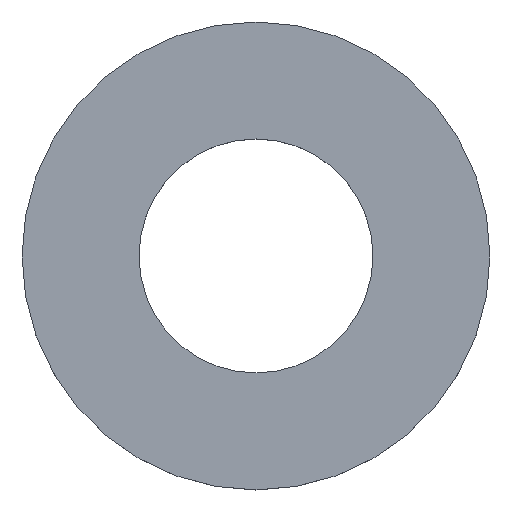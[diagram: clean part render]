
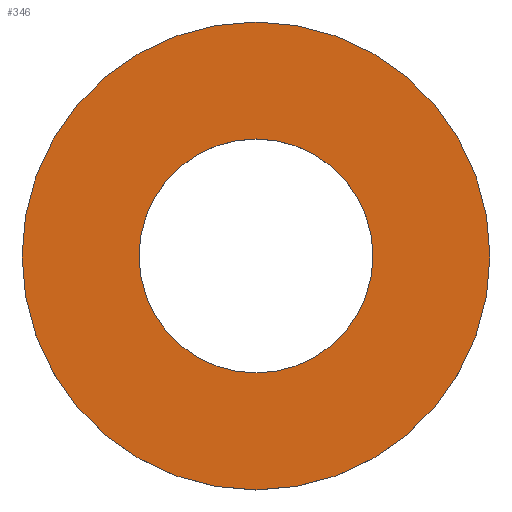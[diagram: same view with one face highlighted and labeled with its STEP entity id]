
A CAD part, top view. The second image highlights one B-rep face of the part: STEP entity #346.
In plain terms, the highlighted planar face has unit normal (0, 0, 1).
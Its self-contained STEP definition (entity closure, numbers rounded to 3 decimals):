
#1 = CARTESIAN_POINT ( 'NONE',  ( 0., 0., 75. ) ) ;
#23 = CARTESIAN_POINT ( 'NONE',  ( 0., 0., 75. ) ) ;
#32 = CIRCLE ( 'NONE', #62, 300. ) ;
#34 = CARTESIAN_POINT ( 'NONE',  ( 0., 0., 75. ) ) ;
#46 = CARTESIAN_POINT ( 'NONE',  ( 0., 0., 75. ) ) ;
#52 = VERTEX_POINT ( 'NONE', #226 ) ;
#54 = DIRECTION ( 'NONE',  ( 1., 0., 0. ) ) ;
#61 = VERTEX_POINT ( 'NONE', #394 ) ;
#62 = AXIS2_PLACEMENT_3D ( 'NONE', #90, #191, #189 ) ;
#64 = EDGE_CURVE ( 'NONE', #259, #52, #32, .T. ) ;
#71 = CIRCLE ( 'NONE', #101, 600. ) ;
#83 = DIRECTION ( 'NONE',  ( 0., 0., 1. ) ) ;
#90 = CARTESIAN_POINT ( 'NONE',  ( 0., 0., 75. ) ) ;
#101 = AXIS2_PLACEMENT_3D ( 'NONE', #23, #165, #173 ) ;
#126 = ORIENTED_EDGE ( 'NONE', *, *, #310, .T. ) ;
#130 = CARTESIAN_POINT ( 'NONE',  ( 600., 0., 75. ) ) ;
#141 = DIRECTION ( 'NONE',  ( 0., 0., 1. ) ) ;
#165 = DIRECTION ( 'NONE',  ( 0., 0., 1. ) ) ;
#173 = DIRECTION ( 'NONE',  ( 1., 0., 0. ) ) ;
#189 = DIRECTION ( 'NONE',  ( 1., 0., 0. ) ) ;
#191 = DIRECTION ( 'NONE',  ( 0., 0., 1. ) ) ;
#203 = EDGE_LOOP ( 'NONE', ( #436, #305 ) ) ;
#204 = EDGE_CURVE ( 'NONE', #243, #61, #71, .T. ) ;
#219 = FACE_BOUND ( 'NONE', #203, .T. ) ;
#226 = CARTESIAN_POINT ( 'NONE',  ( 300., 0., 75. ) ) ;
#243 = VERTEX_POINT ( 'NONE', #130 ) ;
#254 = DIRECTION ( 'NONE',  ( 1., 0., 0. ) ) ;
#259 = VERTEX_POINT ( 'NONE', #371 ) ;
#282 = DIRECTION ( 'NONE',  ( 0., 0., 1. ) ) ;
#305 = ORIENTED_EDGE ( 'NONE', *, *, #64, .F. ) ;
#310 = EDGE_CURVE ( 'NONE', #61, #243, #317, .T. ) ;
#312 = CIRCLE ( 'NONE', #390, 300. ) ;
#317 = CIRCLE ( 'NONE', #342, 600. ) ;
#320 = DIRECTION ( 'NONE',  ( 1., 0., 0. ) ) ;
#342 = AXIS2_PLACEMENT_3D ( 'NONE', #46, #83, #54 ) ;
#346 = ADVANCED_FACE ( 'NONE', ( #219, #452 ), #416, .T. ) ;
#358 = AXIS2_PLACEMENT_3D ( 'NONE', #34, #141, #320 ) ;
#364 = ORIENTED_EDGE ( 'NONE', *, *, #204, .T. ) ;
#367 = EDGE_LOOP ( 'NONE', ( #126, #364 ) ) ;
#371 = CARTESIAN_POINT ( 'NONE',  ( -300., 0., 75. ) ) ;
#373 = EDGE_CURVE ( 'NONE', #52, #259, #312, .T. ) ;
#390 = AXIS2_PLACEMENT_3D ( 'NONE', #1, #282, #254 ) ;
#394 = CARTESIAN_POINT ( 'NONE',  ( -600., 0., 75. ) ) ;
#416 = PLANE ( 'NONE',  #358 ) ;
#436 = ORIENTED_EDGE ( 'NONE', *, *, #373, .F. ) ;
#452 = FACE_OUTER_BOUND ( 'NONE', #367, .T. ) ;
